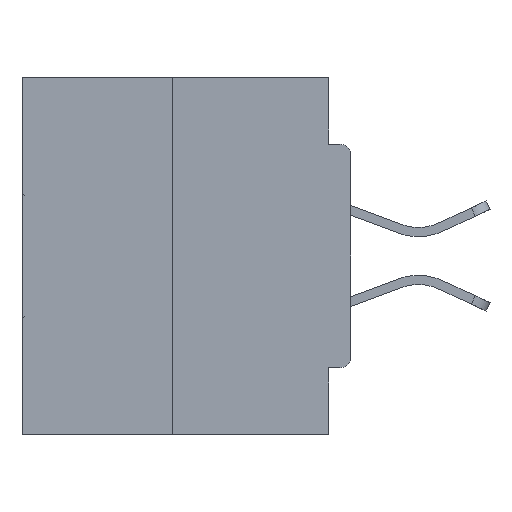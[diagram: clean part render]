
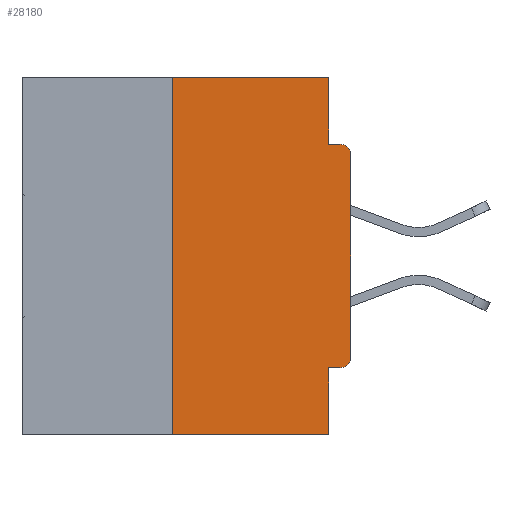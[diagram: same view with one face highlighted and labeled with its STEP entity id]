
A CAD part, left-side view. The second image highlights one B-rep face of the part: STEP entity #28180.
In plain terms, the highlighted planar face has unit normal (-1, 0, 0).
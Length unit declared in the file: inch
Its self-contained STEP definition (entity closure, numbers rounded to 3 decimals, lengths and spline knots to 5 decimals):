
#231 = EDGE_CURVE ( 'NONE', #4130, #29976, #34596, .T. ) ;
#293 = VERTEX_POINT ( 'NONE', #20874 ) ;
#571 = CARTESIAN_POINT ( 'NONE',  ( 0., 0.25, -0.5 ) ) ;
#585 = LINE ( 'NONE', #34780, #23690 ) ;
#654 = FACE_OUTER_BOUND ( 'NONE', #35871, .T. ) ;
#979 = DIRECTION ( 'NONE',  ( 0., -1., 0. ) ) ;
#1295 = AXIS2_PLACEMENT_3D ( 'NONE', #33426, #5843, #39271 ) ;
#2179 = CARTESIAN_POINT ( 'NONE',  ( 0., 0.031, -0.0935 ) ) ;
#2520 = VERTEX_POINT ( 'NONE', #571 ) ;
#3051 = VERTEX_POINT ( 'NONE', #39306 ) ;
#3137 = DIRECTION ( 'NONE',  ( 0., 0., -1. ) ) ;
#3455 = EDGE_CURVE ( 'NONE', #22979, #11030, #16514, .T. ) ;
#3473 = EDGE_CURVE ( 'NONE', #2520, #31107, #585, .T. ) ;
#4130 = VERTEX_POINT ( 'NONE', #2179 ) ;
#5843 = DIRECTION ( 'NONE',  ( 1., 0., 0. ) ) ;
#5981 = CARTESIAN_POINT ( 'NONE',  ( 0., 0.031, -0.4065 ) ) ;
#6917 = DIRECTION ( 'NONE',  ( 0., -1., 0. ) ) ;
#7054 = CARTESIAN_POINT ( 'NONE',  ( 0., 0.46, 0. ) ) ;
#7551 = DIRECTION ( 'NONE',  ( 0., 1., 0. ) ) ;
#8211 = EDGE_CURVE ( 'NONE', #3051, #293, #25489, .T. ) ;
#8411 = CARTESIAN_POINT ( 'NONE',  ( 0., 0.015, -0.1085 ) ) ;
#8639 = ORIENTED_EDGE ( 'NONE', *, *, #25041, .F. ) ;
#8760 = CARTESIAN_POINT ( 'NONE',  ( 0., 0.25, 0. ) ) ;
#9576 = DIRECTION ( 'NONE',  ( 0., 0., 1. ) ) ;
#9734 = AXIS2_PLACEMENT_3D ( 'NONE', #9883, #31781, #19526 ) ;
#9883 = CARTESIAN_POINT ( 'NONE',  ( 0., 0.015, -0.3915 ) ) ;
#10054 = CARTESIAN_POINT ( 'NONE',  ( 0., 0.031, -0.5 ) ) ;
#10292 = ORIENTED_EDGE ( 'NONE', *, *, #231, .F. ) ;
#10585 = DIRECTION ( 'NONE',  ( 0., 0., 1. ) ) ;
#11030 = VERTEX_POINT ( 'NONE', #21516 ) ;
#12268 = CARTESIAN_POINT ( 'NONE',  ( 0., 0.031, -0.5 ) ) ;
#12503 = VECTOR ( 'NONE', #10585, 39.37008 ) ;
#12812 = VERTEX_POINT ( 'NONE', #5981 ) ;
#13008 = ORIENTED_EDGE ( 'NONE', *, *, #21219, .T. ) ;
#13167 = LINE ( 'NONE', #18279, #17989 ) ;
#14352 = EDGE_CURVE ( 'NONE', #22695, #3051, #28479, .T. ) ;
#14452 = EDGE_CURVE ( 'NONE', #22695, #12812, #20819, .T. ) ;
#14769 = AXIS2_PLACEMENT_3D ( 'NONE', #8411, #35622, #29908 ) ;
#15552 = ORIENTED_EDGE ( 'NONE', *, *, #14452, .F. ) ;
#15878 = ORIENTED_EDGE ( 'NONE', *, *, #3473, .T. ) ;
#15974 = EDGE_CURVE ( 'NONE', #12812, #31107, #37139, .T. ) ;
#16356 = DIRECTION ( 'NONE',  ( 0., -1., 0. ) ) ;
#16514 = LINE ( 'NONE', #7054, #31903 ) ;
#17989 = VECTOR ( 'NONE', #9576, 39.37008 ) ;
#18279 = CARTESIAN_POINT ( 'NONE',  ( 0., 0.25, 0. ) ) ;
#18331 = ORIENTED_EDGE ( 'NONE', *, *, #3455, .F. ) ;
#19526 = DIRECTION ( 'NONE',  ( 0., 0., -1. ) ) ;
#19863 = VECTOR ( 'NONE', #7551, 39.37008 ) ;
#20819 = LINE ( 'NONE', #29051, #19863 ) ;
#20874 = CARTESIAN_POINT ( 'NONE',  ( 0., 0., -0.1085 ) ) ;
#21086 = VECTOR ( 'NONE', #31003, 39.37008 ) ;
#21219 = EDGE_CURVE ( 'NONE', #293, #29976, #26777, .T. ) ;
#21516 = CARTESIAN_POINT ( 'NONE',  ( 0., 0.031, 0. ) ) ;
#22695 = VERTEX_POINT ( 'NONE', #27866 ) ;
#22979 = VERTEX_POINT ( 'NONE', #8760 ) ;
#23170 = VECTOR ( 'NONE', #3137, 39.37008 ) ;
#23690 = VECTOR ( 'NONE', #16356, 39.37008 ) ;
#25041 = EDGE_CURVE ( 'NONE', #11030, #4130, #30706, .T. ) ;
#25489 = LINE ( 'NONE', #32621, #12503 ) ;
#26777 = CIRCLE ( 'NONE', #14769, 0.015 ) ;
#27866 = CARTESIAN_POINT ( 'NONE',  ( 0., 0.015, -0.4065 ) ) ;
#27942 = ORIENTED_EDGE ( 'NONE', *, *, #14352, .T. ) ;
#28180 = ADVANCED_FACE ( 'NONE', ( #654 ), #33162, .F. ) ;
#28479 = CIRCLE ( 'NONE', #9734, 0.015 ) ;
#28802 = CARTESIAN_POINT ( 'NONE',  ( 0., 0., -0.0935 ) ) ;
#29051 = CARTESIAN_POINT ( 'NONE',  ( 0., 0., -0.4065 ) ) ;
#29908 = DIRECTION ( 'NONE',  ( 0., 0., -1. ) ) ;
#29976 = VERTEX_POINT ( 'NONE', #30699 ) ;
#30699 = CARTESIAN_POINT ( 'NONE',  ( 0., 0.015, -0.0935 ) ) ;
#30706 = LINE ( 'NONE', #37111, #21086 ) ;
#31003 = DIRECTION ( 'NONE',  ( 0., 0., -1. ) ) ;
#31107 = VERTEX_POINT ( 'NONE', #10054 ) ;
#31781 = DIRECTION ( 'NONE',  ( -1., 0., 0. ) ) ;
#31903 = VECTOR ( 'NONE', #6917, 39.37008 ) ;
#32564 = ORIENTED_EDGE ( 'NONE', *, *, #15974, .F. ) ;
#32621 = CARTESIAN_POINT ( 'NONE',  ( 0., 0., 0. ) ) ;
#33162 = PLANE ( 'NONE',  #1295 ) ;
#33426 = CARTESIAN_POINT ( 'NONE',  ( 0., 0.46, 0. ) ) ;
#34096 = VECTOR ( 'NONE', #979, 39.37008 ) ;
#34276 = EDGE_CURVE ( 'NONE', #2520, #22979, #13167, .T. ) ;
#34596 = LINE ( 'NONE', #28802, #34096 ) ;
#34780 = CARTESIAN_POINT ( 'NONE',  ( 0., 0.46, -0.5 ) ) ;
#35310 = ORIENTED_EDGE ( 'NONE', *, *, #34276, .F. ) ;
#35622 = DIRECTION ( 'NONE',  ( -1., 0., 0. ) ) ;
#35871 = EDGE_LOOP ( 'NONE', ( #18331, #35310, #15878, #32564, #15552, #27942, #39385, #13008, #10292, #8639 ) ) ;
#37111 = CARTESIAN_POINT ( 'NONE',  ( 0., 0.031, 0. ) ) ;
#37139 = LINE ( 'NONE', #12268, #23170 ) ;
#39271 = DIRECTION ( 'NONE',  ( 0., 0., -1. ) ) ;
#39306 = CARTESIAN_POINT ( 'NONE',  ( 0., 0., -0.3915 ) ) ;
#39385 = ORIENTED_EDGE ( 'NONE', *, *, #8211, .T. ) ;
